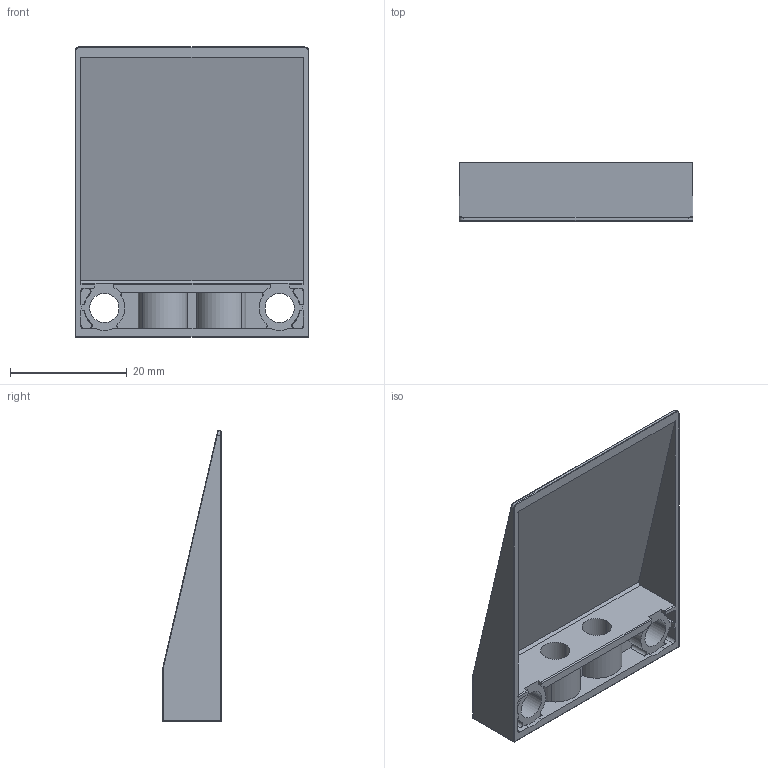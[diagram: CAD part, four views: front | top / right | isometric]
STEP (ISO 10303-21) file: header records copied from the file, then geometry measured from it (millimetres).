
FILE_DESCRIPTION((''),'2;1');
FILE_NAME('WE5X4','2019-07-24T',('Administrator'),(''),'PRO/ENGINEER BY PARAMETRIC TECHNOLOGY CORPORATION, 2007450','PRO/ENGINEER BY PARAMETRIC TECHNOLOGY CORPORATION, 2007450','');
FILE_SCHEMA(('AUTOMOTIVE_DESIGN_CC2 { 1 2 10303 214 -1 1 5 2 }'));
Length unit declared in the file: millimetre
Products named in the file (1): WE5X4
Bounding box: 40 x 10 x 49.7 mm (x, y, z)
Volume: 3982.8 mm3; surface area: 6858.6 mm2
Topology: 1 solids, 1 shells, 158 faces, 448 edges, 296 vertices
Faces by surface type: plane 65, cylinder 61, cone 24, sphere 4, torus 2, bspline 2
Entity records: 6902 total; most frequent: CARTESIAN_POINT 1200, DIRECTION 906, ORIENTED_EDGE 896, PRESENTATION_STYLE_ASSIGNMENT 449, STYLED_ITEM 449, CURVE_STYLE 448, EDGE_CURVE 448, AXIS2_PLACEMENT_3D 332
